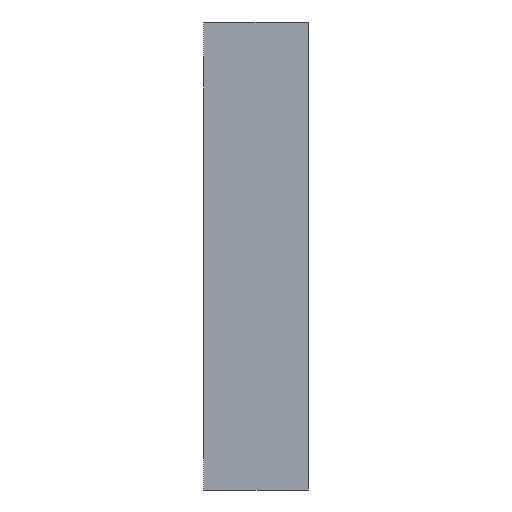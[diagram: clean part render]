
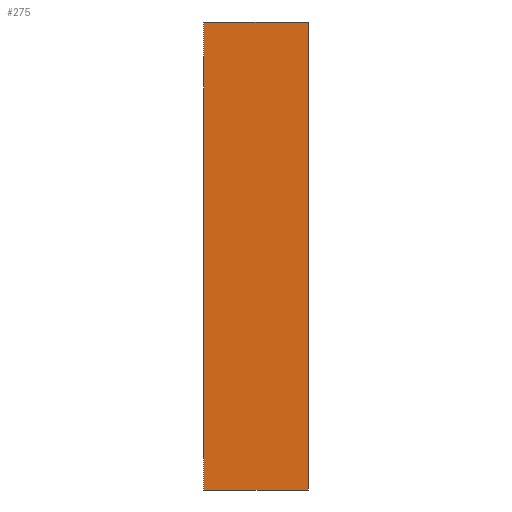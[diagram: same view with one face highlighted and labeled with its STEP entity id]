
A CAD part, left-side view. The second image highlights one B-rep face of the part: STEP entity #275.
In plain terms, the highlighted planar face has unit normal (-1, 0, 0).
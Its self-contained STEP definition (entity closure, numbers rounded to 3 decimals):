
#27=FACE_OUTER_BOUND('',#43,.T.);
#43=EDGE_LOOP('',(#235,#236,#237,#238));
#50=LINE('',#382,#86);
#78=LINE('',#439,#114);
#79=LINE('',#441,#115);
#80=LINE('',#442,#116);
#86=VECTOR('',#314,10.);
#114=VECTOR('',#360,10.);
#115=VECTOR('',#363,10.);
#116=VECTOR('',#364,10.);
#119=VERTEX_POINT('',#375);
#122=VERTEX_POINT('',#380);
#139=VERTEX_POINT('',#432);
#142=VERTEX_POINT('',#437);
#146=EDGE_CURVE('',#122,#119,#50,.T.);
#174=EDGE_CURVE('',#139,#142,#78,.T.);
#175=EDGE_CURVE('',#142,#119,#79,.T.);
#176=EDGE_CURVE('',#139,#122,#80,.T.);
#235=ORIENTED_EDGE('',*,*,#174,.T.);
#236=ORIENTED_EDGE('',*,*,#175,.T.);
#237=ORIENTED_EDGE('',*,*,#146,.F.);
#238=ORIENTED_EDGE('',*,*,#176,.F.);
#261=PLANE('',#303);
#275=ADVANCED_FACE('',(#27),#261,.T.);
#303=AXIS2_PLACEMENT_3D('',#440,#361,#362);
#314=DIRECTION('',(0.,0.,-1.));
#360=DIRECTION('',(0.,0.,-1.));
#361=DIRECTION('center_axis',(-1.,0.,0.));
#362=DIRECTION('ref_axis',(0.,0.,-1.));
#363=DIRECTION('',(0.,-1.,0.));
#364=DIRECTION('',(0.,-1.,0.));
#375=CARTESIAN_POINT('',(-40.331,0.,-14.131));
#380=CARTESIAN_POINT('',(-40.331,0.,0.));
#382=CARTESIAN_POINT('',(-40.331,0.,-14.131));
#432=CARTESIAN_POINT('',(-40.331,3.15,0.));
#437=CARTESIAN_POINT('',(-40.331,3.15,-14.131));
#439=CARTESIAN_POINT('',(-40.331,3.15,-0.912));
#440=CARTESIAN_POINT('Origin',(-40.331,3.15,-0.912));
#441=CARTESIAN_POINT('',(-40.331,3.15,-14.131));
#442=CARTESIAN_POINT('',(-40.331,1.5,0.));
